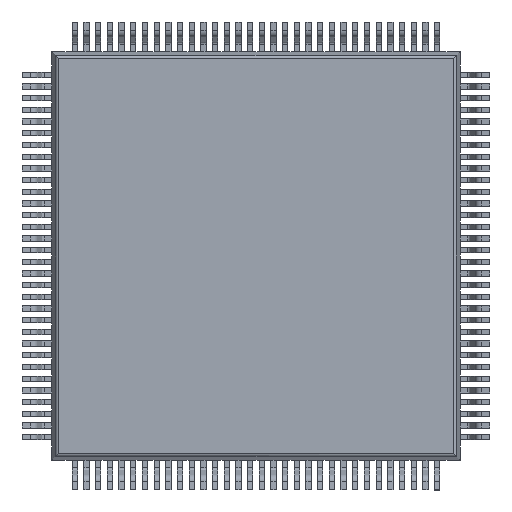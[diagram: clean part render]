
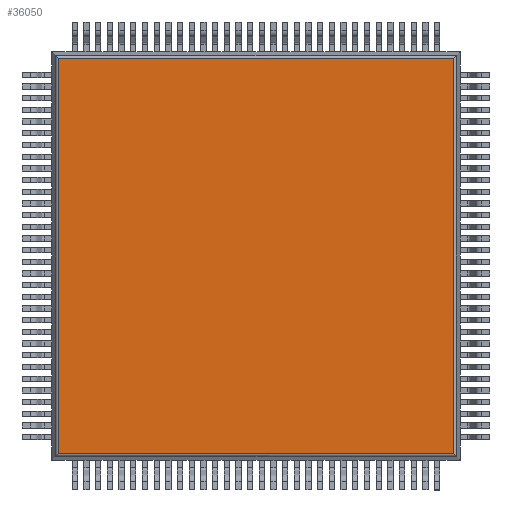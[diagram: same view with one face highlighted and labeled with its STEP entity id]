
A CAD part, front view. The second image highlights one B-rep face of the part: STEP entity #36050.
In plain terms, the highlighted planar face has unit normal (0, -1, 0).
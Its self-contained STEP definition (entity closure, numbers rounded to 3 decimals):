
#4601=VERTEX_POINT('',#50868);
#4602=VERTEX_POINT('',#50869);
#4603=VERTEX_POINT('',#50871);
#4604=VERTEX_POINT('',#50873);
#7990=VECTOR('',#40133,1.);
#7991=VECTOR('',#40134,1.);
#7992=VECTOR('',#40135,1.);
#7993=VECTOR('',#40136,1.);
#12155=LINE('',#50867,#7990);
#12156=LINE('',#50870,#7991);
#12157=LINE('',#50872,#7992);
#12158=LINE('',#50874,#7993);
#16531=EDGE_CURVE('',#4601,#4602,#12155,.T.);
#16532=EDGE_CURVE('',#4602,#4603,#12156,.T.);
#16533=EDGE_CURVE('',#4603,#4604,#12157,.T.);
#16534=EDGE_CURVE('',#4604,#4601,#12158,.T.);
#22440=ORIENTED_EDGE('',*,*,#16531,.T.);
#22441=ORIENTED_EDGE('',*,*,#16532,.T.);
#22442=ORIENTED_EDGE('',*,*,#16533,.T.);
#22443=ORIENTED_EDGE('',*,*,#16534,.T.);
#32052=EDGE_LOOP('',(#22440,#22441,#22442,#22443));
#34057=FACE_BOUND('',#32052,.T.);
#36050=ADVANCED_FACE('',(#34057),#37937,.T.);
#37937=PLANE('',#59735);
#40132=DIRECTION('',(0.,-1.,0.));
#40133=DIRECTION('',(0.,0.,-1.));
#40134=DIRECTION('',(1.,0.,0.));
#40135=DIRECTION('',(0.,0.,1.));
#40136=DIRECTION('',(-1.,0.,0.));
#50866=CARTESIAN_POINT('',(-7.,0.15,-7.));
#50867=CARTESIAN_POINT('',(-6.766,0.15,-7.));
#50868=CARTESIAN_POINT('',(-6.766,0.15,6.766));
#50869=CARTESIAN_POINT('',(-6.766,0.15,-6.766));
#50870=CARTESIAN_POINT('',(-7.,0.15,-6.766));
#50871=CARTESIAN_POINT('',(6.766,0.15,-6.766));
#50872=CARTESIAN_POINT('',(6.766,0.15,-7.));
#50873=CARTESIAN_POINT('',(6.766,0.15,6.766));
#50874=CARTESIAN_POINT('',(-7.,0.15,6.766));
#59735=AXIS2_PLACEMENT_3D('',#50866,#40132,$);
